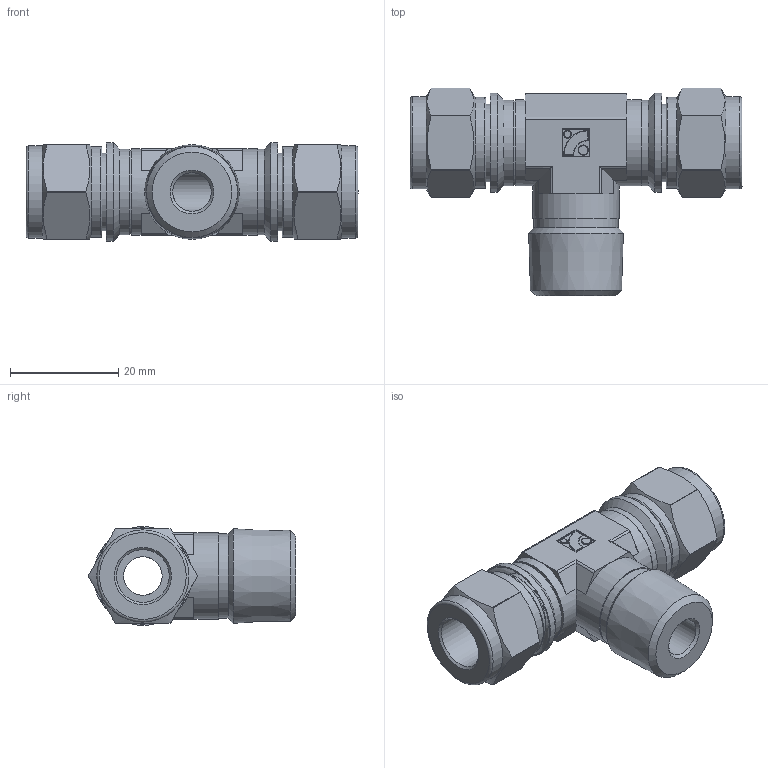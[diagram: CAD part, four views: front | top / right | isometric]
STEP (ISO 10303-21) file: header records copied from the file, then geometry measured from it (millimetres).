
FILE_DESCRIPTION(/* description */ (''),/* implementation_level */ '2;1');
FILE_NAME(/* name */ 'SMBTI-6-6N.stp',/* time_stamp */ '2022-05-10T15:33:21+09:00',/* author */ ('user'),/* organization */ (''),/* preprocessor_version */ 'ST-DEVELOPER v18.1',/* originating_system */ 'Autodesk Inventor 2022',/* authorisation */ '');
FILE_SCHEMA (('AUTOMOTIVE_DESIGN { 1 0 10303 214 3 1 1 }'));
Length unit declared in the file: millimetre
Products named in the file (1): SMBT-6-6N
Bounding box: 61.23 x 38.28 x 18.25 mm (x, y, z)
Volume: 13743.8 mm3; surface area: 8249.4 mm2
Topology: 1 solids, 1 shells, 157 faces, 360 edges, 221 vertices
Faces by surface type: plane 64, cylinder 63, cone 18, torus 12
Full cylindrical faces by diameter (mm): 1.35 x1, 1.8 x1, 7.11 x2, 7.112 x2, 9.73 x2, 12.5 x2, 13.05 x2, 14.28 x2, 15.5 x1, 15.8 x2, 15.88 x3, 16.8 x2, 17 x2, 18.25 x2
Entity records: 4536 total; most frequent: CARTESIAN_POINT 891, DIRECTION 809, ORIENTED_EDGE 720, EDGE_CURVE 360, AXIS2_PLACEMENT_3D 323, VERTEX_POINT 221, EDGE_LOOP 177, LINE 163
